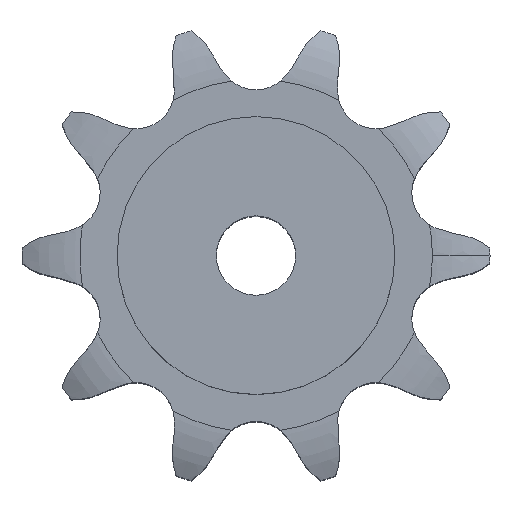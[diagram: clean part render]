
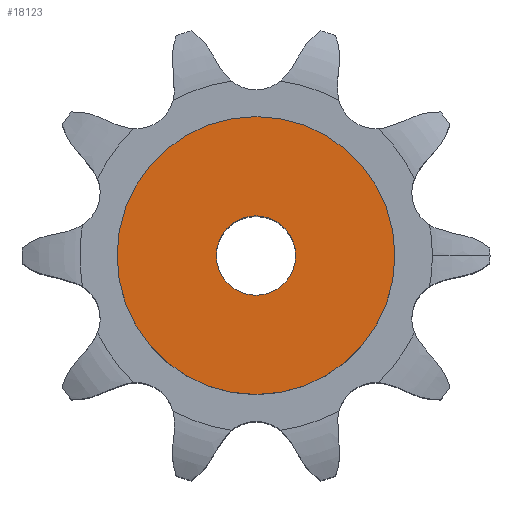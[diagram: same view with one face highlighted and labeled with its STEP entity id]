
A CAD part, top view. The second image highlights one B-rep face of the part: STEP entity #18123.
In plain terms, the highlighted planar face has unit normal (0, 0, 1).
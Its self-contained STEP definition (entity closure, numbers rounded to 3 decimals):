
#9962 = CYLINDRICAL_SURFACE('',#9963,10.);
#9963 = AXIS2_PLACEMENT_3D('',#9964,#9965,#9966);
#9964 = CARTESIAN_POINT('',(0.,0.,222.898));
#9965 = DIRECTION('',(0.,0.,1.));
#9966 = DIRECTION('',(1.,0.,0.));
#12474 = EDGE_CURVE('',#12475,#12475,#12477,.T.);
#12475 = VERTEX_POINT('',#12476);
#12476 = CARTESIAN_POINT('',(10.,0.,110.));
#12477 = SURFACE_CURVE('',#12478,(#12483,#12490),.PCURVE_S1.);
#12478 = CIRCLE('',#12479,10.);
#12479 = AXIS2_PLACEMENT_3D('',#12480,#12481,#12482);
#12480 = CARTESIAN_POINT('',(0.,0.,110.));
#12481 = DIRECTION('',(0.,0.,1.));
#12482 = DIRECTION('',(1.,0.,0.));
#12483 = PCURVE('',#9962,#12484);
#12484 = DEFINITIONAL_REPRESENTATION('',(#12485),#12489);
#12485 = LINE('',#12486,#12487);
#12486 = CARTESIAN_POINT('',(0.,-112.898));
#12487 = VECTOR('',#12488,1.);
#12488 = DIRECTION('',(1.,0.));
#12489 = ( GEOMETRIC_REPRESENTATION_CONTEXT(2) 
PARAMETRIC_REPRESENTATION_CONTEXT() REPRESENTATION_CONTEXT('2D SPACE',''
  ) );
#12490 = PCURVE('',#12491,#12496);
#12491 = PLANE('',#12492);
#12492 = AXIS2_PLACEMENT_3D('',#12493,#12494,#12495);
#12493 = CARTESIAN_POINT('',(0.,0.,110.)
  );
#12494 = DIRECTION('',(0.,0.,1.));
#12495 = DIRECTION('',(1.,0.,0.));
#12496 = DEFINITIONAL_REPRESENTATION('',(#12497),#12501);
#12497 = CIRCLE('',#12498,10.);
#12498 = AXIS2_PLACEMENT_2D('',#12499,#12500);
#12499 = CARTESIAN_POINT('',(0.,0.));
#12500 = DIRECTION('',(1.,0.));
#12501 = ( GEOMETRIC_REPRESENTATION_CONTEXT(2) 
PARAMETRIC_REPRESENTATION_CONTEXT() REPRESENTATION_CONTEXT('2D SPACE',''
  ) );
#18123 = ADVANCED_FACE('',(#18124,#18155),#12491,.T.);
#18124 = FACE_BOUND('',#18125,.T.);
#18125 = EDGE_LOOP('',(#18126));
#18126 = ORIENTED_EDGE('',*,*,#18127,.T.);
#18127 = EDGE_CURVE('',#18128,#18128,#18130,.T.);
#18128 = VERTEX_POINT('',#18129);
#18129 = CARTESIAN_POINT('',(35.,0.,110.));
#18130 = SURFACE_CURVE('',#18131,(#18136,#18143),.PCURVE_S1.);
#18131 = CIRCLE('',#18132,35.);
#18132 = AXIS2_PLACEMENT_3D('',#18133,#18134,#18135);
#18133 = CARTESIAN_POINT('',(0.,0.,110.));
#18134 = DIRECTION('',(0.,0.,1.));
#18135 = DIRECTION('',(1.,0.,0.));
#18136 = PCURVE('',#12491,#18137);
#18137 = DEFINITIONAL_REPRESENTATION('',(#18138),#18142);
#18138 = CIRCLE('',#18139,35.);
#18139 = AXIS2_PLACEMENT_2D('',#18140,#18141);
#18140 = CARTESIAN_POINT('',(0.,0.));
#18141 = DIRECTION('',(1.,0.));
#18142 = ( GEOMETRIC_REPRESENTATION_CONTEXT(2) 
PARAMETRIC_REPRESENTATION_CONTEXT() REPRESENTATION_CONTEXT('2D SPACE',''
  ) );
#18143 = PCURVE('',#18144,#18149);
#18144 = CYLINDRICAL_SURFACE('',#18145,35.);
#18145 = AXIS2_PLACEMENT_3D('',#18146,#18147,#18148);
#18146 = CARTESIAN_POINT('',(0.,0.,0.));
#18147 = DIRECTION('',(-0.,-0.,-1.));
#18148 = DIRECTION('',(1.,0.,0.));
#18149 = DEFINITIONAL_REPRESENTATION('',(#18150),#18154);
#18150 = LINE('',#18151,#18152);
#18151 = CARTESIAN_POINT('',(-0.,-110.));
#18152 = VECTOR('',#18153,1.);
#18153 = DIRECTION('',(-1.,0.));
#18154 = ( GEOMETRIC_REPRESENTATION_CONTEXT(2) 
PARAMETRIC_REPRESENTATION_CONTEXT() REPRESENTATION_CONTEXT('2D SPACE',''
  ) );
#18155 = FACE_BOUND('',#18156,.T.);
#18156 = EDGE_LOOP('',(#18157));
#18157 = ORIENTED_EDGE('',*,*,#12474,.F.);
